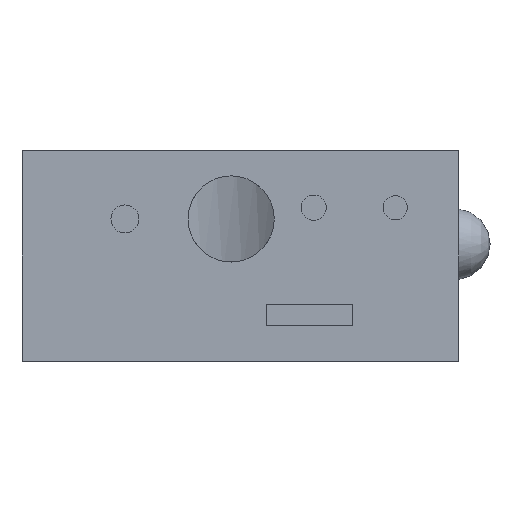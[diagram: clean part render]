
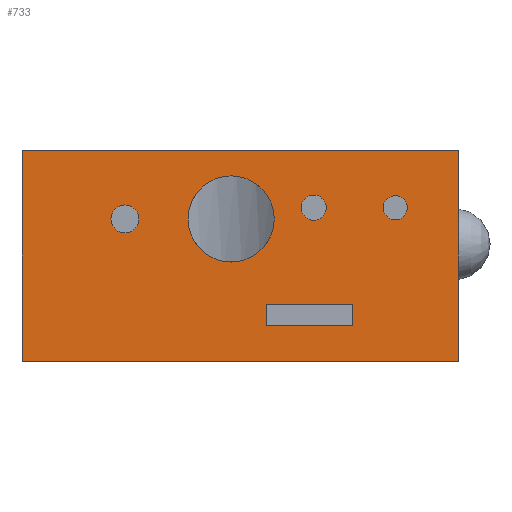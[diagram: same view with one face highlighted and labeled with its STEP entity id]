
A CAD part, front view. The second image highlights one B-rep face of the part: STEP entity #733.
In plain terms, the highlighted planar face has unit normal (0, -1, 0).
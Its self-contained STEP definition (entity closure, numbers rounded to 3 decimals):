
#41=PLANE('',#825);
#58=LINE('',#1407,#106);
#62=LINE('',#1415,#110);
#65=LINE('',#1421,#113);
#68=LINE('',#1426,#116);
#72=LINE('',#1444,#120);
#79=LINE('',#1491,#127);
#89=LINE('',#1606,#137);
#90=LINE('',#1608,#138);
#106=VECTOR('',#962,10.);
#110=VECTOR('',#968,10.);
#113=VECTOR('',#973,10.);
#116=VECTOR('',#978,10.);
#120=VECTOR('',#1000,10.);
#127=VECTOR('',#1009,10.);
#137=VECTOR('',#1027,10.);
#138=VECTOR('',#1030,10.);
#156=FACE_BOUND('',#283,.T.);
#157=FACE_BOUND('',#284,.T.);
#158=FACE_BOUND('',#285,.T.);
#159=FACE_BOUND('',#286,.T.);
#160=FACE_BOUND('',#287,.T.);
#223=FACE_OUTER_BOUND('',#282,.T.);
#282=EDGE_LOOP('',(#667,#668,#669,#670));
#283=EDGE_LOOP('',(#671));
#284=EDGE_LOOP('',(#672));
#285=EDGE_LOOP('',(#673));
#286=EDGE_LOOP('',(#674,#675,#676,#677));
#287=EDGE_LOOP('',(#678));
#298=CIRCLE('',#757,5.526);
#320=CIRCLE('',#796,1.611);
#322=CIRCLE('',#800,1.552);
#324=CIRCLE('',#804,1.792);
#349=VERTEX_POINT('',#1285);
#371=VERTEX_POINT('',#1384);
#373=VERTEX_POINT('',#1391);
#375=VERTEX_POINT('',#1398);
#377=VERTEX_POINT('',#1405);
#378=VERTEX_POINT('',#1406);
#381=VERTEX_POINT('',#1414);
#383=VERTEX_POINT('',#1420);
#388=VERTEX_POINT('',#1442);
#389=VERTEX_POINT('',#1443);
#395=VERTEX_POINT('',#1488);
#401=VERTEX_POINT('',#1604);
#417=EDGE_CURVE('',#349,#349,#298,.T.);
#451=EDGE_CURVE('',#371,#371,#320,.T.);
#454=EDGE_CURVE('',#373,#373,#322,.T.);
#457=EDGE_CURVE('',#375,#375,#324,.T.);
#460=EDGE_CURVE('',#377,#378,#58,.T.);
#464=EDGE_CURVE('',#381,#377,#62,.T.);
#467=EDGE_CURVE('',#383,#381,#65,.T.);
#470=EDGE_CURVE('',#378,#383,#68,.T.);
#477=EDGE_CURVE('',#388,#389,#72,.T.);
#485=EDGE_CURVE('',#395,#388,#79,.T.);
#496=EDGE_CURVE('',#401,#389,#89,.T.);
#497=EDGE_CURVE('',#395,#401,#90,.T.);
#667=ORIENTED_EDGE('',*,*,#497,.T.);
#668=ORIENTED_EDGE('',*,*,#496,.T.);
#669=ORIENTED_EDGE('',*,*,#477,.F.);
#670=ORIENTED_EDGE('',*,*,#485,.F.);
#671=ORIENTED_EDGE('',*,*,#451,.T.);
#672=ORIENTED_EDGE('',*,*,#454,.T.);
#673=ORIENTED_EDGE('',*,*,#457,.T.);
#674=ORIENTED_EDGE('',*,*,#460,.T.);
#675=ORIENTED_EDGE('',*,*,#470,.T.);
#676=ORIENTED_EDGE('',*,*,#467,.T.);
#677=ORIENTED_EDGE('',*,*,#464,.T.);
#678=ORIENTED_EDGE('',*,*,#417,.T.);
#733=ADVANCED_FACE('',(#223,#156,#157,#158,#159,#160),#41,.T.);
#757=AXIS2_PLACEMENT_3D('',#1286,#846,#847);
#796=AXIS2_PLACEMENT_3D('',#1385,#935,#936);
#800=AXIS2_PLACEMENT_3D('',#1392,#944,#945);
#804=AXIS2_PLACEMENT_3D('',#1399,#953,#954);
#825=AXIS2_PLACEMENT_3D('',#1607,#1028,#1029);
#846=DIRECTION('center_axis',(0.,1.,0.));
#847=DIRECTION('ref_axis',(1.,0.,0.));
#935=DIRECTION('center_axis',(0.,1.,0.));
#936=DIRECTION('ref_axis',(1.,0.,0.));
#944=DIRECTION('center_axis',(0.,1.,0.));
#945=DIRECTION('ref_axis',(1.,0.,0.));
#953=DIRECTION('center_axis',(0.,1.,0.));
#954=DIRECTION('ref_axis',(1.,0.,0.));
#962=DIRECTION('',(0.,0.,-1.));
#968=DIRECTION('',(1.,0.,0.));
#973=DIRECTION('',(0.,0.,1.));
#978=DIRECTION('',(-1.,0.,0.));
#1000=DIRECTION('',(1.,0.,0.));
#1009=DIRECTION('',(0.,0.,1.));
#1027=DIRECTION('',(0.,0.,1.));
#1028=DIRECTION('center_axis',(0.,-1.,0.));
#1029=DIRECTION('ref_axis',(1.,0.,0.));
#1030=DIRECTION('',(1.,0.,0.));
#1285=CARTESIAN_POINT('',(135.268,-40.787,18.251));
#1286=CARTESIAN_POINT('Origin',(140.793,-40.787,18.251));
#1384=CARTESIAN_POINT('',(149.777,-40.787,19.694));
#1385=CARTESIAN_POINT('Origin',(151.388,-40.787,19.694));
#1391=CARTESIAN_POINT('',(160.286,-40.787,19.694));
#1392=CARTESIAN_POINT('Origin',(161.838,-40.787,19.694));
#1398=CARTESIAN_POINT('',(125.383,-40.787,18.251));
#1399=CARTESIAN_POINT('Origin',(127.175,-40.787,18.251));
#1405=CARTESIAN_POINT('',(156.409,-40.787,7.305));
#1406=CARTESIAN_POINT('',(156.409,-40.787,4.561));
#1407=CARTESIAN_POINT('',(156.409,-40.787,3.653));
#1414=CARTESIAN_POINT('',(145.336,-40.787,7.305));
#1415=CARTESIAN_POINT('',(129.658,-40.787,7.305));
#1420=CARTESIAN_POINT('',(145.336,-40.787,4.561));
#1421=CARTESIAN_POINT('',(145.336,-40.787,2.28));
#1426=CARTESIAN_POINT('',(135.195,-40.787,4.561));
#1442=CARTESIAN_POINT('',(113.981,-40.787,27.));
#1443=CARTESIAN_POINT('',(169.981,-40.787,27.));
#1444=CARTESIAN_POINT('',(113.981,-40.787,27.));
#1488=CARTESIAN_POINT('',(113.981,-40.787,0.));
#1491=CARTESIAN_POINT('',(113.981,-40.787,0.));
#1604=CARTESIAN_POINT('',(169.981,-40.787,0.));
#1606=CARTESIAN_POINT('',(169.981,-40.787,0.));
#1607=CARTESIAN_POINT('Origin',(113.981,-40.787,0.));
#1608=CARTESIAN_POINT('',(113.981,-40.787,0.));
